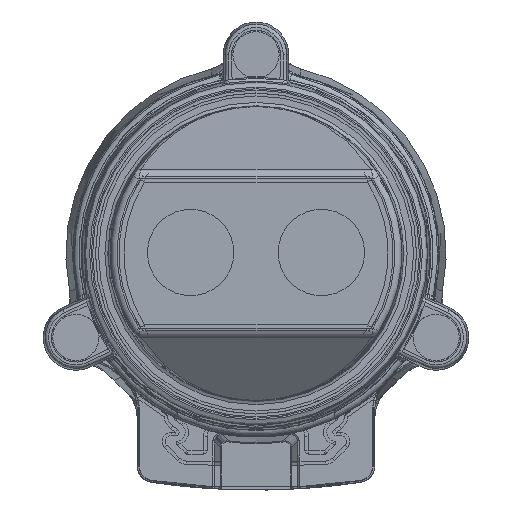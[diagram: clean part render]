
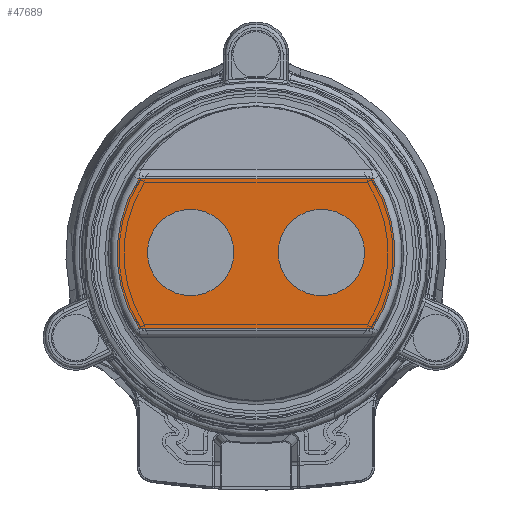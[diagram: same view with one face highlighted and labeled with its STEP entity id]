
A CAD part, left-side view. The second image highlights one B-rep face of the part: STEP entity #47689.
In plain terms, the highlighted face is planar.
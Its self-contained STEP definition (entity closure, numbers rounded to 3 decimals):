
#1714 = DIRECTION ( 'NONE',  ( 0., 0., -1. ) ) ;
#1807 = CARTESIAN_POINT ( 'NONE',  ( 34.519, -774.5, -47.647 ) ) ;
#2681 = DIRECTION ( 'NONE',  ( 0., -1., 0. ) ) ;
#2920 = AXIS2_PLACEMENT_3D ( 'NONE', #7891, #32726, #27962 ) ;
#4619 = CIRCLE ( 'NONE', #21695, 12.7 ) ;
#7891 = CARTESIAN_POINT ( 'NONE',  ( 0., -774.5, -69.596 ) ) ;
#10212 = ORIENTED_EDGE ( 'NONE', *, *, #61539, .T. ) ;
#10682 = CARTESIAN_POINT ( 'NONE',  ( -19.25, -774.5, -69.891 ) ) ;
#10991 = DIRECTION ( 'NONE',  ( 0., -1., 0. ) ) ;
#11398 = CARTESIAN_POINT ( 'NONE',  ( -34.519, -774.5, -91.546 ) ) ;
#11487 = EDGE_LOOP ( 'NONE', ( #34937, #10212, #40161, #21715 ) ) ;
#12041 = VERTEX_POINT ( 'NONE', #16745 ) ;
#12157 = VERTEX_POINT ( 'NONE', #1807 ) ;
#13464 = AXIS2_PLACEMENT_3D ( 'NONE', #10682, #10991, #57867 ) ;
#14800 = AXIS2_PLACEMENT_3D ( 'NONE', #54271, #2681, #1714 ) ;
#15670 = PLANE ( 'NONE',  #2920 ) ;
#16377 = CIRCLE ( 'NONE', #21420, 40.906 ) ;
#16745 = CARTESIAN_POINT ( 'NONE',  ( 31.95, -774.5, -69.891 ) ) ;
#20737 = FACE_BOUND ( 'NONE', #40567, .T. ) ;
#20910 = CARTESIAN_POINT ( 'NONE',  ( 0., -774.5, -69.596 ) ) ;
#21420 = AXIS2_PLACEMENT_3D ( 'NONE', #20910, #55222, #49575 ) ;
#21695 = AXIS2_PLACEMENT_3D ( 'NONE', #38692, #48446, #39014 ) ;
#21715 = ORIENTED_EDGE ( 'NONE', *, *, #36140, .T. ) ;
#22621 = EDGE_CURVE ( 'NONE', #12041, #12041, #4619, .T. ) ;
#24172 = VERTEX_POINT ( 'NONE', #41809 ) ;
#26399 = FACE_BOUND ( 'NONE', #32744, .T. ) ;
#27911 = ORIENTED_EDGE ( 'NONE', *, *, #22621, .F. ) ;
#27962 = DIRECTION ( 'NONE',  ( 0., 0., -1. ) ) ;
#31374 = LINE ( 'NONE', #50611, #41658 ) ;
#32381 = EDGE_CURVE ( 'NONE', #41687, #41687, #61677, .T. ) ;
#32726 = DIRECTION ( 'NONE',  ( 0., -1., 0. ) ) ;
#32744 = EDGE_LOOP ( 'NONE', ( #61666 ) ) ;
#34937 = ORIENTED_EDGE ( 'NONE', *, *, #50026, .T. ) ;
#35086 = VERTEX_POINT ( 'NONE', #61299 ) ;
#35105 = VERTEX_POINT ( 'NONE', #11398 ) ;
#36140 = EDGE_CURVE ( 'NONE', #24172, #12157, #16377, .T. ) ;
#38692 = CARTESIAN_POINT ( 'NONE',  ( 19.25, -774.5, -69.891 ) ) ;
#39014 = DIRECTION ( 'NONE',  ( 1., 0., 0. ) ) ;
#40161 = ORIENTED_EDGE ( 'NONE', *, *, #44050, .T. ) ;
#40220 = DIRECTION ( 'NONE',  ( -1., 0., 0. ) ) ;
#40567 = EDGE_LOOP ( 'NONE', ( #27911 ) ) ;
#41658 = VECTOR ( 'NONE', #40220, 1000. ) ;
#41687 = VERTEX_POINT ( 'NONE', #54826 ) ;
#41809 = CARTESIAN_POINT ( 'NONE',  ( 34.519, -774.5, -91.546 ) ) ;
#42031 = CIRCLE ( 'NONE', #14800, 40.906 ) ;
#44050 = EDGE_CURVE ( 'NONE', #35105, #24172, #53823, .T. ) ;
#47689 = ADVANCED_FACE ( 'NONE', ( #56854, #20737, #26399 ), #15670, .T. ) ;
#48446 = DIRECTION ( 'NONE',  ( 0., -1., 0. ) ) ;
#49575 = DIRECTION ( 'NONE',  ( 0., 0., -1. ) ) ;
#50026 = EDGE_CURVE ( 'NONE', #12157, #35086, #31374, .T. ) ;
#50611 = CARTESIAN_POINT ( 'NONE',  ( 0., -774.5, -47.647 ) ) ;
#52429 = VECTOR ( 'NONE', #52625, 1000. ) ;
#52625 = DIRECTION ( 'NONE',  ( 1., 0., 0. ) ) ;
#53823 = LINE ( 'NONE', #57627, #52429 ) ;
#54271 = CARTESIAN_POINT ( 'NONE',  ( 0., -774.5, -69.596 ) ) ;
#54826 = CARTESIAN_POINT ( 'NONE',  ( -6.55, -774.5, -69.891 ) ) ;
#55222 = DIRECTION ( 'NONE',  ( 0., -1., 0. ) ) ;
#56854 = FACE_OUTER_BOUND ( 'NONE', #11487, .T. ) ;
#57627 = CARTESIAN_POINT ( 'NONE',  ( 0., -774.5, -91.546 ) ) ;
#57867 = DIRECTION ( 'NONE',  ( 1., 0., 0. ) ) ;
#61299 = CARTESIAN_POINT ( 'NONE',  ( -34.519, -774.5, -47.647 ) ) ;
#61539 = EDGE_CURVE ( 'NONE', #35086, #35105, #42031, .T. ) ;
#61666 = ORIENTED_EDGE ( 'NONE', *, *, #32381, .F. ) ;
#61677 = CIRCLE ( 'NONE', #13464, 12.7 ) ;
